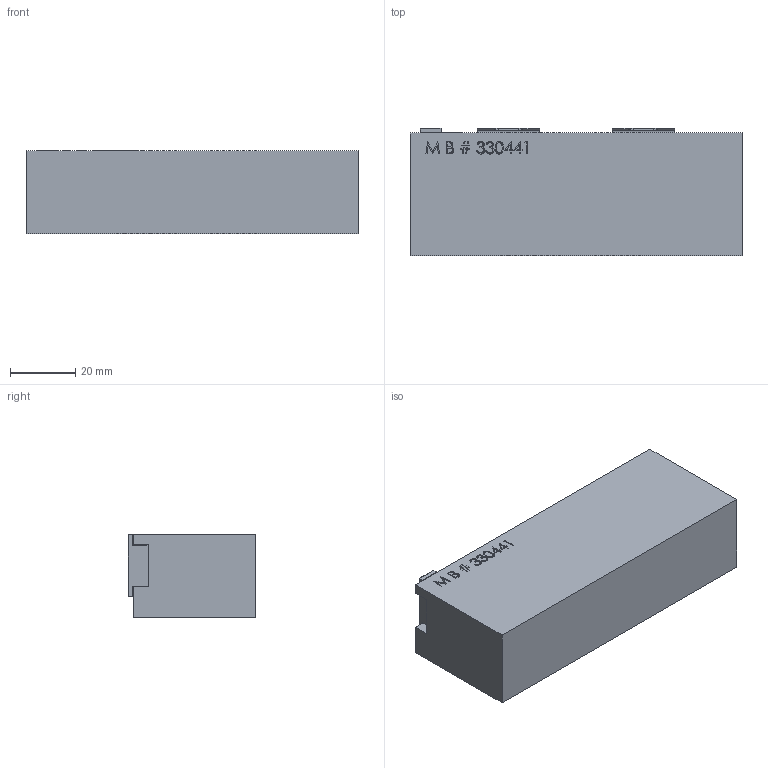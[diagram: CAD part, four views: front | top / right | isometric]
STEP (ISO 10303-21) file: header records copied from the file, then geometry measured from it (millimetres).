
FILE_DESCRIPTION (( 'STEP AP214' ), '1' );
FILE_NAME ('33044.STEP', '2018-10-24T19:09:57', ( 'Mike W' ), ( '' ), 'SwSTEP 2.0', 'SolidWorks 2017', '' );
FILE_SCHEMA (( 'AUTOMOTIVE_DESIGN' ));
Length unit declared in the file: inch
Products named in the file (7): 33044; 320501_320501; 330441_330441; 33050_33050; M58MM LHCS_M58MM LHCS; 33020_33020; 320201_320201
Assembly tree (8 placements, depth 3):
  33044
    330441_330441
    33050_33050  x2
      320501_320501
      M58MM LHCS_M58MM LHCS
    33020_33020
      320201_320201
      M58MM LHCS_M58MM LHCS
Bounding box: 101.6 x 39.12 x 25.4 mm (x, y, z)
Volume: 92927.1 mm3; surface area: 21444.6 mm2
Topology: 7 solids, 7 shells, 517 faces, 1304 edges, 813 vertices
Faces by surface type: plane 245, cylinder 144, cone 71, bspline 57
Entity records: 15774 total; most frequent: CARTESIAN_POINT 6830, ORIENTED_EDGE 1860, DIRECTION 1515, EDGE_CURVE 930, VECTOR 637, LINE 637, VERTEX_POINT 593, AXIS2_PLACEMENT_3D 439
